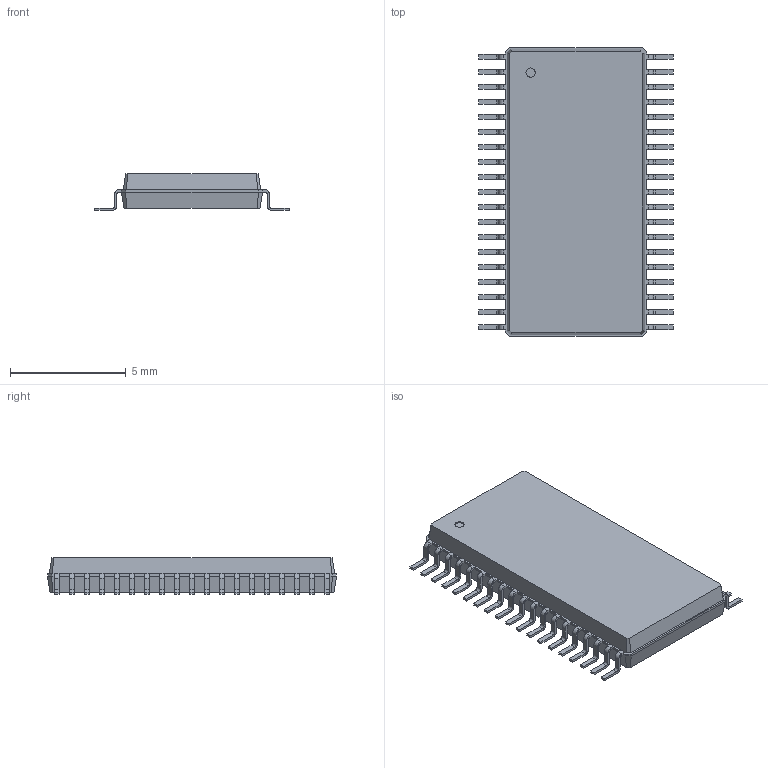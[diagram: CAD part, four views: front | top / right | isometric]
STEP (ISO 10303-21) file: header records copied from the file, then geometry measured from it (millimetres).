
FILE_DESCRIPTION(/* description */ ('model of TSSOP-38_6.1x12.5mm_P0.65mm'),/* implementation_level */ '2;1');
FILE_NAME(/* name */ 'TSSOP-38_6.1x12.5mm_P0.65mm.step',/* time_stamp */ '2018-11-03T20:57:30',/* author */ ('kicad StepUp','ksu'),/* organization */ ('FreeCAD'),/* preprocessor_version */ 'OCC',/* originating_system */ 'kicad StepUp',/* authorisation */ '');
FILE_SCHEMA(('AUTOMOTIVE_DESIGN { 1 0 10303 214 1 1 1 1 }'));
Length unit declared in the file: millimetre
Products named in the file (1): TSSOP_38_61x125mm_P065mm
Bounding box: 8.4 x 12.5 x 1.6 mm (x, y, z)
Volume: 111 mm3; surface area: 242.3 mm2
Topology: 1 solids, 1 shells, 606 faces, 1633 edges, 1030 vertices
Faces by surface type: plane 391, cylinder 153, bspline 62
Full cylindrical faces by diameter (mm): 0.4 x1
Entity records: 12009 total; most frequent: ORIENTED_EDGE 2794, EDGE_CURVE 1633, CARTESIAN_POINT 1413, VERTEX_POINT 1030, LINE 1029, AXIS2_PLACEMENT_3D 736, FACE_BOUND 607, EDGE_LOOP 607
